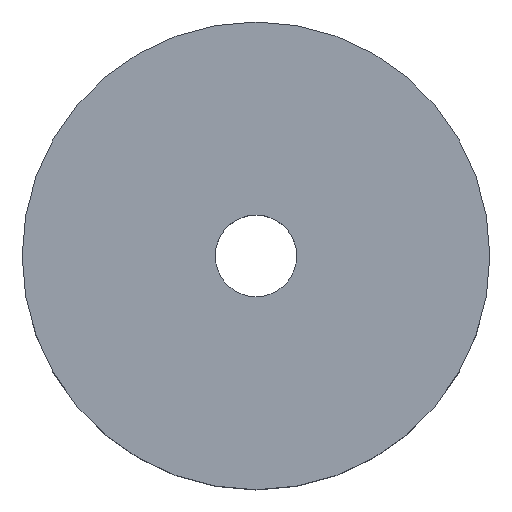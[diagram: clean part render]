
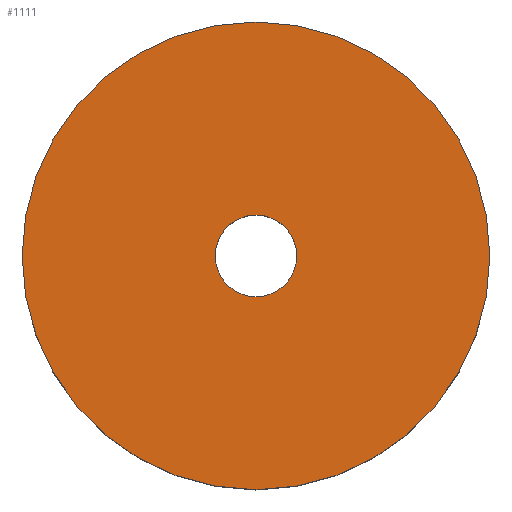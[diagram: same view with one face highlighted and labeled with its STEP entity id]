
A CAD part, top view. The second image highlights one B-rep face of the part: STEP entity #1111.
In plain terms, the highlighted planar face has unit normal (0, 0, 1).
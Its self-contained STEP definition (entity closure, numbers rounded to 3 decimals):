
#25=FACE_BOUND('',#153,.T.);
#29=PLANE('',#1364);
#89=FACE_OUTER_BOUND('',#152,.T.);
#152=EDGE_LOOP('',(#979,#980));
#153=EDGE_LOOP('',(#981));
#329=CIRCLE('',#1362,149.225);
#330=CIRCLE('',#1363,149.225);
#331=CIRCLE('',#1365,26.035);
#451=VERTEX_POINT('',#2199);
#452=VERTEX_POINT('',#2201);
#453=VERTEX_POINT('',#2205);
#629=EDGE_CURVE('',#452,#451,#329,.T.);
#630=EDGE_CURVE('',#451,#452,#330,.T.);
#631=EDGE_CURVE('',#453,#453,#331,.T.);
#979=ORIENTED_EDGE('',*,*,#629,.T.);
#980=ORIENTED_EDGE('',*,*,#630,.T.);
#981=ORIENTED_EDGE('',*,*,#631,.T.);
#1111=ADVANCED_FACE('',(#89,#25),#29,.T.);
#1362=AXIS2_PLACEMENT_3D('',#2202,#1830,#1831);
#1363=AXIS2_PLACEMENT_3D('',#2203,#1832,#1833);
#1364=AXIS2_PLACEMENT_3D('',#2204,#1834,#1835);
#1365=AXIS2_PLACEMENT_3D('',#2206,#1836,#1837);
#1830=DIRECTION('center_axis',(0.,0.,1.));
#1831=DIRECTION('ref_axis',(1.,0.,0.));
#1832=DIRECTION('center_axis',(0.,0.,1.));
#1833=DIRECTION('ref_axis',(1.,0.,0.));
#1834=DIRECTION('center_axis',(0.,0.,1.));
#1835=DIRECTION('ref_axis',(1.,0.,0.));
#1836=DIRECTION('center_axis',(0.,0.,-1.));
#1837=DIRECTION('ref_axis',(-1.,0.,0.));
#2199=CARTESIAN_POINT('',(-149.225,0.,101.6));
#2201=CARTESIAN_POINT('',(149.225,0.,101.6));
#2202=CARTESIAN_POINT('Origin',(0.,0.,101.6));
#2203=CARTESIAN_POINT('Origin',(0.,0.,101.6));
#2204=CARTESIAN_POINT('Origin',(0.,0.,101.6));
#2205=CARTESIAN_POINT('',(26.035,0.,101.6));
#2206=CARTESIAN_POINT('Origin',(0.,0.,101.6));
